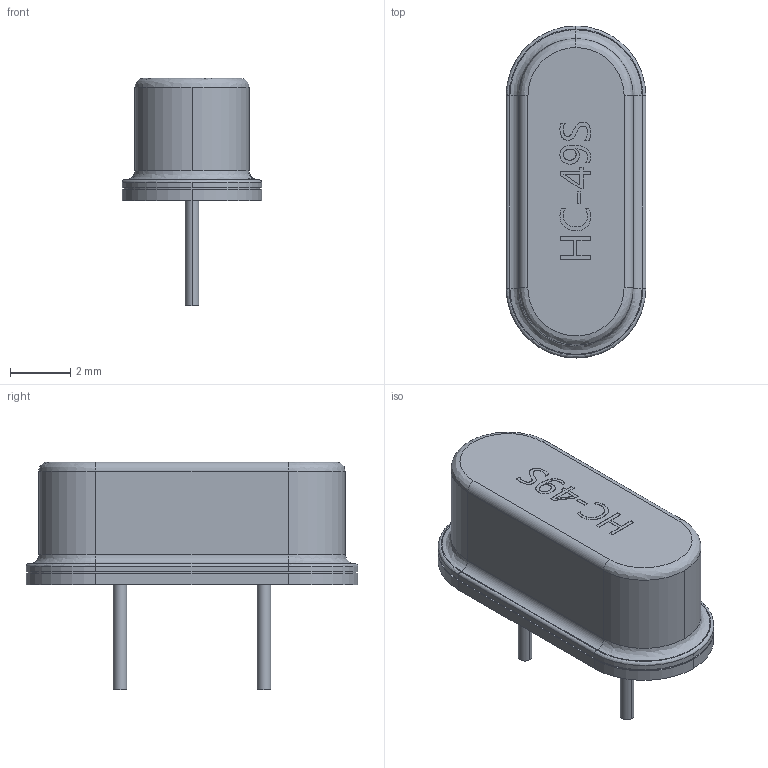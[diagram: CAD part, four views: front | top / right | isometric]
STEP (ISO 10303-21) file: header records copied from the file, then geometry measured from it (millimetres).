
FILE_DESCRIPTION (( 'STEP AP214' ), '1' );
FILE_NAME ('OSC HC-49S.STEP', '2017-06-30T05:48:43', ( 'Charjie' ), ( 'Microsoft' ), 'SwSTEP 2.0', 'SolidWorks 2014', '' );
FILE_SCHEMA (( 'AUTOMOTIVE_DESIGN' ));
Length unit declared in the file: millimetre
Products named in the file (4): OSC HC-49S; OSC_HC-49S; Designator596
Assembly tree (3 placements, depth 4):
  OSC HC-49S
    Designator596
      OSC_HC-49S
        OSC_HC-49S
Bounding box: 4.65 x 11.05 x 7.58 mm (x, y, z)
Volume: 153.9 mm3; surface area: 204.1 mm2
Topology: 3 solids, 3 shells, 134 faces, 333 edges, 218 vertices
Faces by surface type: plane 63, bspline 44, cylinder 27
Entity records: 7478 total; most frequent: CARTESIAN_POINT 2925, ORIENTED_EDGE 666, DIRECTION 510, EDGE_CURVE 333, VERTEX_POINT 218, VECTOR 194, LINE 194, AXIS2_PLACEMENT_3D 158
